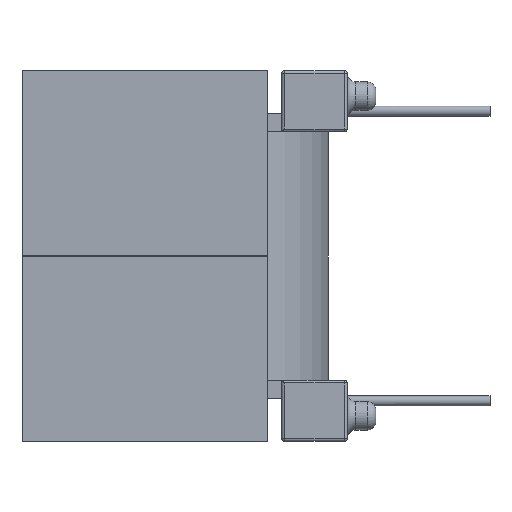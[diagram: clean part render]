
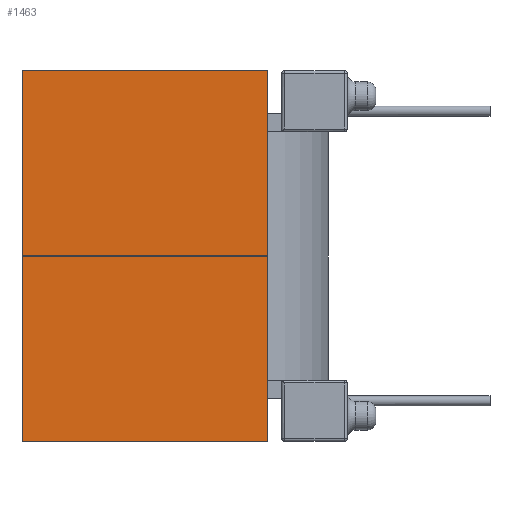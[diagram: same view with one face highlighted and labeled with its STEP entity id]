
A CAD part, left-side view. The second image highlights one B-rep face of the part: STEP entity #1463.
In plain terms, the highlighted planar face has unit normal (-1, 0, 0).
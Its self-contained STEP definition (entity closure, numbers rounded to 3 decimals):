
#49 = AXIS2_PLACEMENT_3D ( 'NONE', #1507, #924, #6075 ) ;
#139 = VERTEX_POINT ( 'NONE', #8022 ) ;
#172 = EDGE_LOOP ( 'NONE', ( #6470, #173, #3443, #474 ) ) ;
#173 = ORIENTED_EDGE ( 'NONE', *, *, #3168, .F. ) ;
#474 = ORIENTED_EDGE ( 'NONE', *, *, #5591, .T. ) ;
#543 = VECTOR ( 'NONE', #6539, 1000. ) ;
#847 = CARTESIAN_POINT ( 'NONE',  ( -0.001, 3.8, -13.001 ) ) ;
#924 = DIRECTION ( 'NONE',  ( -1., 0., 0. ) ) ;
#1295 = CARTESIAN_POINT ( 'NONE',  ( -0.001, 12.4, -13.001 ) ) ;
#1308 = VERTEX_POINT ( 'NONE', #3829 ) ;
#1463 = ADVANCED_FACE ( 'NONE', ( #2839 ), #4804, .T. ) ;
#1507 = CARTESIAN_POINT ( 'NONE',  ( -0.001, 3.8, -13.001 ) ) ;
#2113 = CARTESIAN_POINT ( 'NONE',  ( -0.001, 3.8, -13.001 ) ) ;
#2839 = FACE_OUTER_BOUND ( 'NONE', #172, .T. ) ;
#3168 = EDGE_CURVE ( 'NONE', #139, #1308, #6078, .T. ) ;
#3425 = DIRECTION ( 'NONE',  ( 0., 1., 0. ) ) ;
#3443 = ORIENTED_EDGE ( 'NONE', *, *, #4181, .T. ) ;
#3552 = DIRECTION ( 'NONE',  ( 0., 1., 0. ) ) ;
#3829 = CARTESIAN_POINT ( 'NONE',  ( -0.001, 12.4, -13.001 ) ) ;
#3971 = CARTESIAN_POINT ( 'NONE',  ( -0.001, 12.4, 0.001 ) ) ;
#4181 = EDGE_CURVE ( 'NONE', #139, #6355, #6829, .T. ) ;
#4707 = EDGE_CURVE ( 'NONE', #1308, #6624, #7849, .T. ) ;
#4804 = PLANE ( 'NONE',  #49 ) ;
#5464 = CARTESIAN_POINT ( 'NONE',  ( -0.001, 3.8, 0.001 ) ) ;
#5506 = VECTOR ( 'NONE', #6180, 1000. ) ;
#5591 = EDGE_CURVE ( 'NONE', #6355, #6624, #7582, .T. ) ;
#5743 = VECTOR ( 'NONE', #3425, 1000. ) ;
#6075 = DIRECTION ( 'NONE',  ( 0., 0., 1. ) ) ;
#6078 = LINE ( 'NONE', #847, #5743 ) ;
#6180 = DIRECTION ( 'NONE',  ( 0., 0., 1. ) ) ;
#6355 = VERTEX_POINT ( 'NONE', #5464 ) ;
#6470 = ORIENTED_EDGE ( 'NONE', *, *, #4707, .F. ) ;
#6539 = DIRECTION ( 'NONE',  ( 0., 0., 1. ) ) ;
#6624 = VERTEX_POINT ( 'NONE', #3971 ) ;
#6679 = VECTOR ( 'NONE', #3552, 1000. ) ;
#6829 = LINE ( 'NONE', #2113, #5506 ) ;
#6866 = CARTESIAN_POINT ( 'NONE',  ( -0.001, 3.8, 0.001 ) ) ;
#7582 = LINE ( 'NONE', #6866, #6679 ) ;
#7849 = LINE ( 'NONE', #1295, #543 ) ;
#8022 = CARTESIAN_POINT ( 'NONE',  ( -0.001, 3.8, -13.001 ) ) ;
